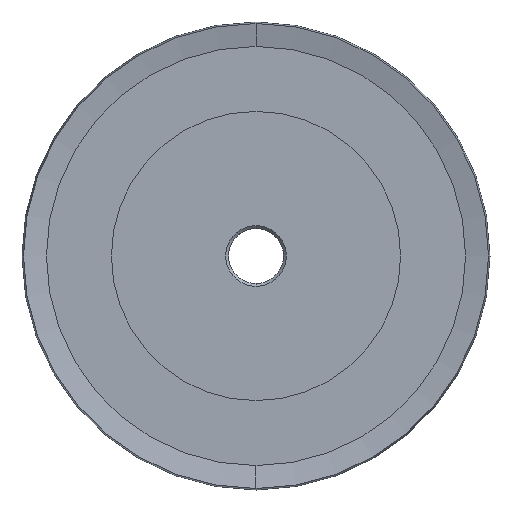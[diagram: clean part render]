
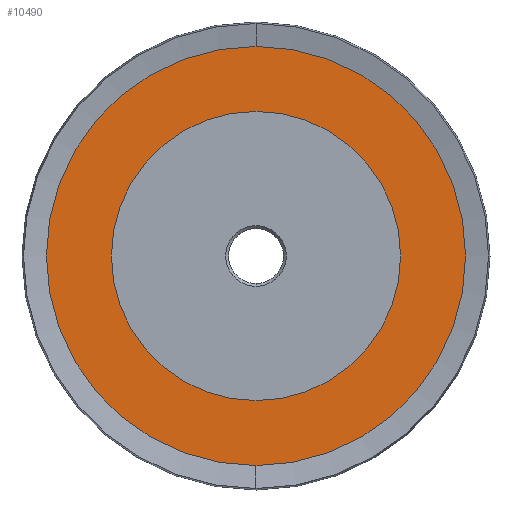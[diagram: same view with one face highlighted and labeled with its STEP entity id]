
A CAD part, left-side view. The second image highlights one B-rep face of the part: STEP entity #10490.
In plain terms, the highlighted planar face has unit normal (-1, 0, 0).
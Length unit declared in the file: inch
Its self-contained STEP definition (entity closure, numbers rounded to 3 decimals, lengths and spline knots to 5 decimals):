
#237 = CARTESIAN_POINT ( 'NONE',  ( 0.0325, 0., 0. ) ) ;
#259 = ORIENTED_EDGE ( 'NONE', *, *, #875, .F. ) ;
#721 = CIRCLE ( 'NONE', #3663, 0.95158 ) ;
#736 = VERTEX_POINT ( 'NONE', #4544 ) ;
#875 = EDGE_CURVE ( 'NONE', #3796, #8664, #7605, .T. ) ;
#1085 = DIRECTION ( 'NONE',  ( 0., 0., 1. ) ) ;
#1161 = CARTESIAN_POINT ( 'NONE',  ( 0.0325, 0., 0. ) ) ;
#1752 = DIRECTION ( 'NONE',  ( -1., 0., 0. ) ) ;
#2032 = DIRECTION ( 'NONE',  ( 0., 0., 1. ) ) ;
#2128 = CARTESIAN_POINT ( 'NONE',  ( 0.0325, 0., 0.6565 ) ) ;
#2415 = DIRECTION ( 'NONE',  ( -1., 0., 0. ) ) ;
#2552 = FACE_BOUND ( 'NONE', #6686, .T. ) ;
#3663 = AXIS2_PLACEMENT_3D ( 'NONE', #7301, #2415, #8120 ) ;
#3796 = VERTEX_POINT ( 'NONE', #5817 ) ;
#4544 = CARTESIAN_POINT ( 'NONE',  ( 0.0325, 0., 0.95158 ) ) ;
#4922 = EDGE_CURVE ( 'NONE', #736, #8141, #6560, .T. ) ;
#4941 = PLANE ( 'NONE',  #9177 ) ;
#4994 = ORIENTED_EDGE ( 'NONE', *, *, #4922, .T. ) ;
#5215 = AXIS2_PLACEMENT_3D ( 'NONE', #1161, #6935, #2032 ) ;
#5508 = ORIENTED_EDGE ( 'NONE', *, *, #7249, .T. ) ;
#5807 = DIRECTION ( 'NONE',  ( 0., 0., 1. ) ) ;
#5817 = CARTESIAN_POINT ( 'NONE',  ( 0.0325, 0., -0.6565 ) ) ;
#5969 = EDGE_CURVE ( 'NONE', #8664, #3796, #6114, .T. ) ;
#6051 = DIRECTION ( 'NONE',  ( -1., 0., 0. ) ) ;
#6114 = CIRCLE ( 'NONE', #6968, 0.6565 ) ;
#6560 = CIRCLE ( 'NONE', #9753, 0.95158 ) ;
#6666 = CARTESIAN_POINT ( 'NONE',  ( 0.0325, 0., 0. ) ) ;
#6686 = EDGE_LOOP ( 'NONE', ( #259, #10183 ) ) ;
#6935 = DIRECTION ( 'NONE',  ( -1., 0., 0. ) ) ;
#6968 = AXIS2_PLACEMENT_3D ( 'NONE', #237, #6051, #1085 ) ;
#7249 = EDGE_CURVE ( 'NONE', #8141, #736, #721, .T. ) ;
#7301 = CARTESIAN_POINT ( 'NONE',  ( 0.0325, 0., 0. ) ) ;
#7306 = EDGE_LOOP ( 'NONE', ( #4994, #5508 ) ) ;
#7465 = DIRECTION ( 'NONE',  ( 0., 0., 1. ) ) ;
#7605 = CIRCLE ( 'NONE', #5215, 0.6565 ) ;
#8120 = DIRECTION ( 'NONE',  ( 0., 0., 1. ) ) ;
#8141 = VERTEX_POINT ( 'NONE', #8246 ) ;
#8246 = CARTESIAN_POINT ( 'NONE',  ( 0.0325, 0., -0.95158 ) ) ;
#8664 = VERTEX_POINT ( 'NONE', #2128 ) ;
#8781 = FACE_OUTER_BOUND ( 'NONE', #7306, .T. ) ;
#9004 = CARTESIAN_POINT ( 'NONE',  ( 0.0325, 0., 0. ) ) ;
#9177 = AXIS2_PLACEMENT_3D ( 'NONE', #9004, #10642, #5807 ) ;
#9753 = AXIS2_PLACEMENT_3D ( 'NONE', #6666, #1752, #7465 ) ;
#10183 = ORIENTED_EDGE ( 'NONE', *, *, #5969, .F. ) ;
#10490 = ADVANCED_FACE ( 'NONE', ( #2552, #8781 ), #4941, .T. ) ;
#10642 = DIRECTION ( 'NONE',  ( -1., 0., 0. ) ) ;
